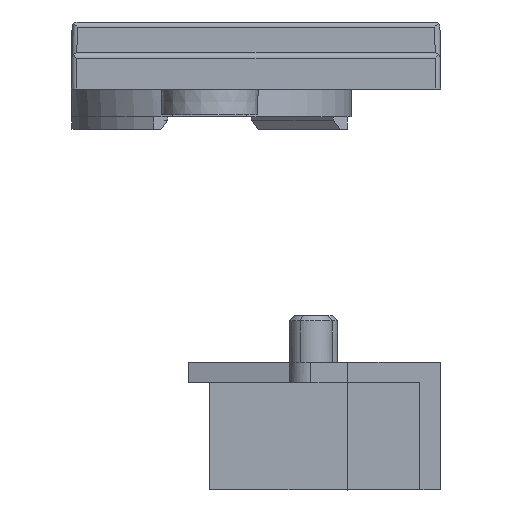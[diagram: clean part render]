
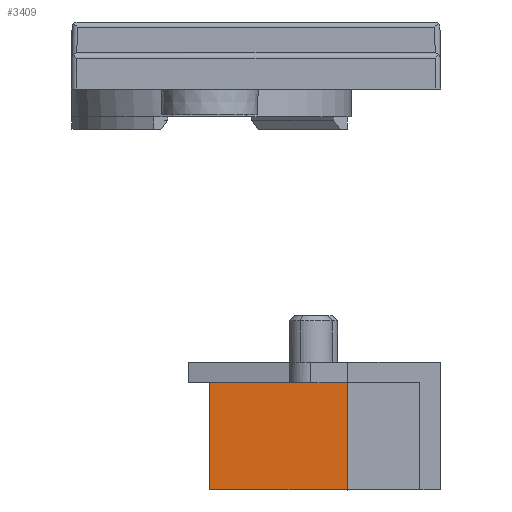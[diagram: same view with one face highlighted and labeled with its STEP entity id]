
A CAD part, left-side view. The second image highlights one B-rep face of the part: STEP entity #3409.
In plain terms, the highlighted planar face has unit normal (-1, 0, 0).
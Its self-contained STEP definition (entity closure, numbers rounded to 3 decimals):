
#1344=DIRECTION('',(0.,0.,1.));
#1345=VECTOR('',#1344,10.4);
#1346=CARTESIAN_POINT('',(-113.349,22.388,
-10.4));
#1347=LINE('',#1346,#1345);
#1604=DIRECTION('',(0.,0.,1.));
#1605=VECTOR('',#1604,10.4);
#1606=CARTESIAN_POINT('',(-113.349,0.,
-10.4));
#1607=LINE('',#1606,#1605);
#1611=DIRECTION('',(0.,-1.,0.));
#1612=VECTOR('',#1611,22.388);
#1613=CARTESIAN_POINT('',(-113.349,22.388,
-10.4));
#1614=LINE('',#1613,#1612);
#1625=DIRECTION('',(0.,-1.,0.));
#1626=VECTOR('',#1625,22.388);
#1627=CARTESIAN_POINT('',(-113.349,22.388,
0.));
#1628=LINE('',#1627,#1626);
#1939=CARTESIAN_POINT('',(-113.349,22.388,
0.));
#1940=VERTEX_POINT('',#1939);
#1941=CARTESIAN_POINT('',(-113.349,0.,
0.));
#1942=VERTEX_POINT('',#1941);
#1989=CARTESIAN_POINT('',(-113.349,0.,
-10.4));
#1990=VERTEX_POINT('',#1989);
#1991=CARTESIAN_POINT('',(-113.349,22.388,
-10.4));
#1992=VERTEX_POINT('',#1991);
#3397=CARTESIAN_POINT('',(-113.349,0.,
0.));
#3398=DIRECTION('',(-1.,0.,0.));
#3399=DIRECTION('',(0.,1.,0.));
#3400=AXIS2_PLACEMENT_3D('',#3397,#3398,#3399);
#3401=PLANE('',#3400);
#3402=ORIENTED_EDGE('',*,*,#3226,.F.);
#3403=ORIENTED_EDGE('',*,*,#3321,.F.);
#3404=ORIENTED_EDGE('',*,*,#3055,.T.);
#3406=ORIENTED_EDGE('',*,*,#3405,.T.);
#3407=EDGE_LOOP('',(#3402,#3403,#3404,#3406));
#3408=FACE_OUTER_BOUND('',#3407,.F.);
#3055=EDGE_CURVE('',#1992,#1940,#1347,.T.);
#3226=EDGE_CURVE('',#1990,#1942,#1607,.T.);
#3321=EDGE_CURVE('',#1992,#1990,#1614,.T.);
#3405=EDGE_CURVE('',#1940,#1942,#1628,.T.);
#3409=ADVANCED_FACE('',(#3408),#3401,.T.);
